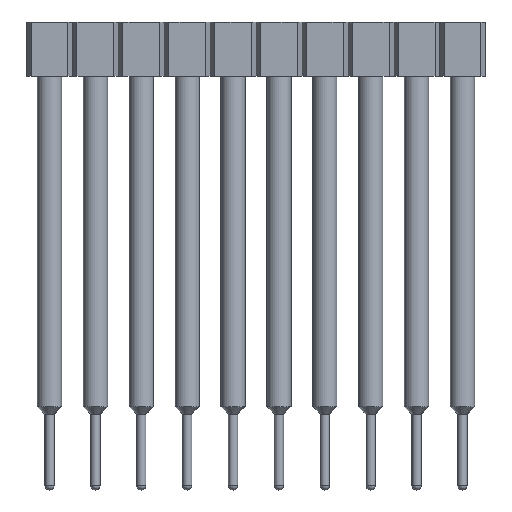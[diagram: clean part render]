
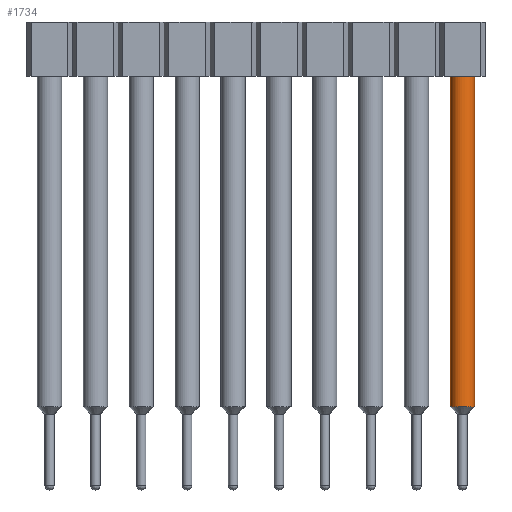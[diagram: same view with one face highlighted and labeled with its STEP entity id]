
A CAD part, top view. The second image highlights one B-rep face of the part: STEP entity #1734.
In plain terms, the highlighted cylindrical face has radius 0.67 mm (diameter 1.34 mm), a partial arc.
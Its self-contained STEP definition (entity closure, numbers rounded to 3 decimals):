
#1164=EDGE_CURVE('',#1798,#1316,#3134,.T.);
#1214=VERTEX_POINT('',#3191);
#1268=EDGE_CURVE('',#1578,#1214,#3252,.T.);
#1316=VERTEX_POINT('',#3302);
#1578=VERTEX_POINT('',#3606);
#1734=ADVANCED_FACE('',(#3776),#3777,.T.);
#1798=VERTEX_POINT('',#3849);
#2188=EDGE_CURVE('',#1798,#1578,#4280,.T.);
#2682=EDGE_CURVE('',#1214,#1316,#4826,.T.);
#3134=CIRCLE('',#5368,0.67);
#3191=CARTESIAN_POINT('',(12.1,-18.285,0.0));
#3252=CIRCLE('',#5522,0.67);
#3302=CARTESIAN_POINT('',(12.1,0.,0.));
#3606=CARTESIAN_POINT('',(10.76,-18.285,0.));
#3776=FACE_OUTER_BOUND('',#6227,.T.);
#3777=CYLINDRICAL_SURFACE('',#6228,0.67);
#3849=CARTESIAN_POINT('',(10.76,0.,0.));
#4280=LINE('',#6916,#6917);
#4826=LINE('',#7646,#7647);
#5368=AXIS2_PLACEMENT_3D('',#8260,#8261,#8262);
#5522=AXIS2_PLACEMENT_3D('',#8411,#8412,#8413);
#6227=EDGE_LOOP('',(#9075,#9076,#9077,#9078));
#6228=AXIS2_PLACEMENT_3D('',#9079,#9080,#9081);
#6916=CARTESIAN_POINT('',(10.76,-8.552,0.));
#6917=VECTOR('',#9663,1.0);
#7646=CARTESIAN_POINT('',(12.1,-8.552,0.));
#7647=VECTOR('',#10258,1.0);
#8260=CARTESIAN_POINT('',(11.43,0.0,0.0));
#8261=DIRECTION('',(0.0,1.0,0.));
#8262=DIRECTION('',(1.0,0.0,0.0));
#8411=CARTESIAN_POINT('',(11.43,-18.285,0.0));
#8412=DIRECTION('',(0.0,1.0,0.0));
#8413=DIRECTION('',(1.0,0.0,0.0));
#9075=ORIENTED_EDGE('',*,*,#2682,.T.);
#9076=ORIENTED_EDGE('',*,*,#1164,.F.);
#9077=ORIENTED_EDGE('',*,*,#2188,.T.);
#9078=ORIENTED_EDGE('',*,*,#1268,.T.);
#9079=CARTESIAN_POINT('',(11.43,-8.552,0.0));
#9080=DIRECTION('',(0.0,-1.0,0.0));
#9081=DIRECTION('',(1.0,0.0,0.0));
#9663=DIRECTION('',(0.0,-1.0,0.0));
#10258=DIRECTION('',(0.0,1.0,0.0));
